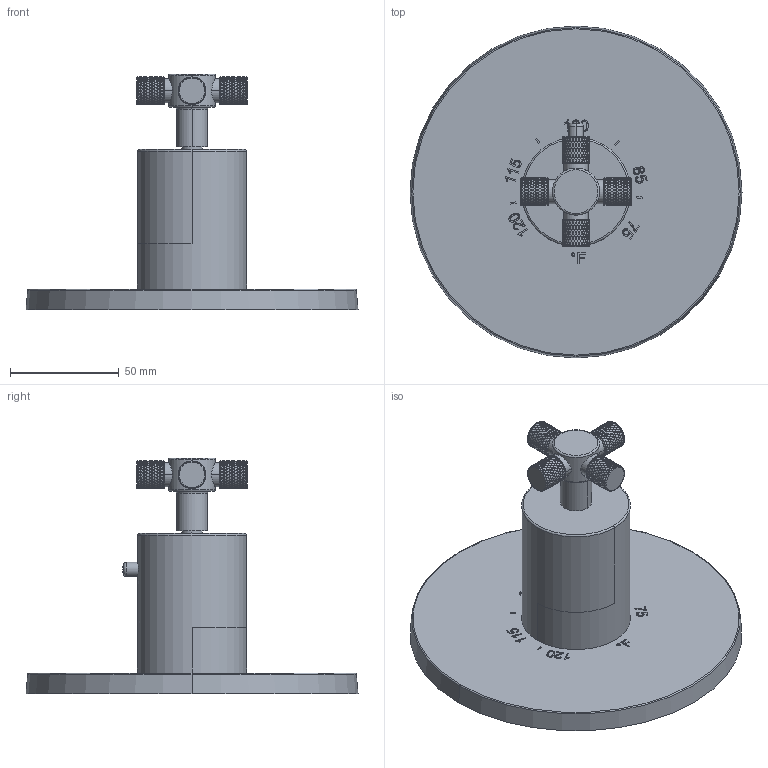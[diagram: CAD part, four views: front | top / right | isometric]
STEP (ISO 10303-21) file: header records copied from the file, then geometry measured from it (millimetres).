
FILE_DESCRIPTION((''),'2;1');
FILE_NAME('3-3304TR','2021-09-21T10:10:50',('jinson.thomas'),(''),'CREO PARAMETRIC BY PTC INC, 2018400','CREO PARAMETRIC BY PTC INC, 2018400','');
FILE_SCHEMA(('CONFIG_CONTROL_DESIGN'));
Length unit declared in the file: inch
Products named in the file (1): 3-3304TR
Bounding box: 152.4 x 152.4 x 108.15 mm (x, y, z)
Volume: 313691.3 mm3; surface area: 57111.1 mm2
Topology: 1 solids, 1 shells, 6633 faces, 13941 edges, 7347 vertices
Faces by surface type: bspline 4928, cylinder 1258, extrusion 182, torus 140, plane 119, cone 4, sphere 2
Entity records: 272462 total; most frequent: CARTESIAN_POINT 175316, ORIENTED_EDGE 27878, EDGE_CURVE 13939, B_SPLINE_CURVE_WITH_KNOTS 13216, VERTEX_POINT 7347, EDGE_LOOP 6672, FACE_OUTER_BOUND 6633, ADVANCED_FACE 6633
